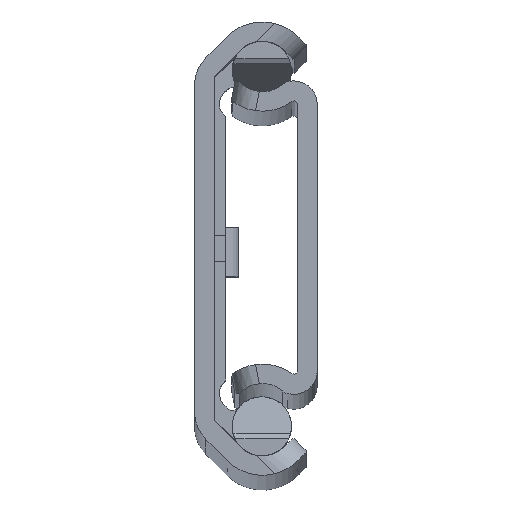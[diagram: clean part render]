
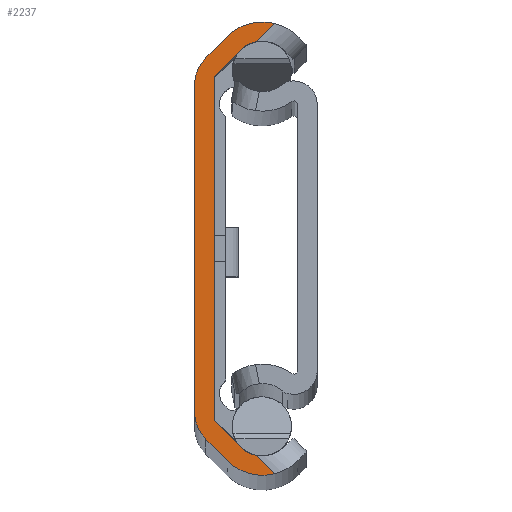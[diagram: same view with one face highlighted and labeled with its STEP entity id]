
A CAD part, top view. The second image highlights one B-rep face of the part: STEP entity #2237.
In plain terms, the highlighted planar face has unit normal (0, 0, 1).
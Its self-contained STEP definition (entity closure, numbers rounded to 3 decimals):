
#11 = AXIS2_PLACEMENT_3D ( 'NONE', #4447, #3622, #6991 ) ;
#172 = EDGE_CURVE ( 'NONE', #3573, #8108, #7389, .T. ) ;
#250 = VECTOR ( 'NONE', #8199, 1000. ) ;
#346 = DIRECTION ( 'NONE',  ( 0., 0., 1. ) ) ;
#512 = AXIS2_PLACEMENT_3D ( 'NONE', #2230, #8097, #515 ) ;
#515 = DIRECTION ( 'NONE',  ( 1., 0., 0. ) ) ;
#557 = VECTOR ( 'NONE', #4930, 1000. ) ;
#581 = AXIS2_PLACEMENT_3D ( 'NONE', #4131, #2356, #9156 ) ;
#640 = VERTEX_POINT ( 'NONE', #6432 ) ;
#664 = EDGE_CURVE ( 'NONE', #1114, #1839, #7944, .T. ) ;
#707 = CARTESIAN_POINT ( 'NONE',  ( -0.621, -14.786, 0. ) ) ;
#720 = AXIS2_PLACEMENT_3D ( 'NONE', #8771, #346, #6103 ) ;
#789 = CARTESIAN_POINT ( 'NONE',  ( -0.621, 14.786, 0. ) ) ;
#928 = EDGE_CURVE ( 'NONE', #5279, #6978, #4057, .T. ) ;
#1063 = CARTESIAN_POINT ( 'NONE',  ( 2.067, 15.353, 0. ) ) ;
#1077 = DIRECTION ( 'NONE',  ( 1., 0., 0. ) ) ;
#1090 = VERTEX_POINT ( 'NONE', #4764 ) ;
#1114 = VERTEX_POINT ( 'NONE', #5589 ) ;
#1356 = CARTESIAN_POINT ( 'NONE',  ( 0., 13.286, 0. ) ) ;
#1497 = DIRECTION ( 'NONE',  ( 0.707, -0.707, 0. ) ) ;
#1513 = CARTESIAN_POINT ( 'NONE',  ( 0.708, 13.456, 0. ) ) ;
#1550 = ORIENTED_EDGE ( 'NONE', *, *, #172, .T. ) ;
#1561 = CARTESIAN_POINT ( 'NONE',  ( 2.067, -15.353, 0. ) ) ;
#1578 = CARTESIAN_POINT ( 'NONE',  ( 3.248, -15.996, 0. ) ) ;
#1588 = CARTESIAN_POINT ( 'NONE',  ( 1.5, -12.665, 0. ) ) ;
#1646 = ORIENTED_EDGE ( 'NONE', *, *, #3346, .T. ) ;
#1679 = CARTESIAN_POINT ( 'NONE',  ( -1.5, 0., 0. ) ) ;
#1839 = VERTEX_POINT ( 'NONE', #6009 ) ;
#1954 = ORIENTED_EDGE ( 'NONE', *, *, #7842, .T. ) ;
#2002 = ORIENTED_EDGE ( 'NONE', *, *, #2349, .T. ) ;
#2230 = CARTESIAN_POINT ( 'NONE',  ( 3.75, -13.67, 0. ) ) ;
#2237 = ADVANCED_FACE ( 'NONE', ( #4560 ), #2737, .T. ) ;
#2279 = CARTESIAN_POINT ( 'NONE',  ( 2.067, -15.353, 0. ) ) ;
#2349 = EDGE_CURVE ( 'NONE', #10763, #7683, #4081, .T. ) ;
#2356 = DIRECTION ( 'NONE',  ( 0., 0., 1. ) ) ;
#2456 = VECTOR ( 'NONE', #3182, 1000. ) ;
#2555 = VERTEX_POINT ( 'NONE', #4367 ) ;
#2605 = DIRECTION ( 'NONE',  ( 0.707, 0.707, 0. ) ) ;
#2686 = ORIENTED_EDGE ( 'NONE', *, *, #10820, .T. ) ;
#2737 = PLANE ( 'NONE',  #720 ) ;
#2931 = EDGE_CURVE ( 'NONE', #3278, #4750, #7267, .T. ) ;
#3032 = DIRECTION ( 'NONE',  ( -0.707, 0.707, 0. ) ) ;
#3102 = CARTESIAN_POINT ( 'NONE',  ( 0., -13.286, 0. ) ) ;
#3182 = DIRECTION ( 'NONE',  ( 0., 1., 0. ) ) ;
#3218 = EDGE_CURVE ( 'NONE', #7683, #1090, #6475, .T. ) ;
#3278 = VERTEX_POINT ( 'NONE', #3329 ) ;
#3329 = CARTESIAN_POINT ( 'NONE',  ( -1.5, -12.665, 0. ) ) ;
#3346 = EDGE_CURVE ( 'NONE', #8108, #10960, #5273, .T. ) ;
#3573 = VERTEX_POINT ( 'NONE', #3102 ) ;
#3622 = DIRECTION ( 'NONE',  ( 0., 0., 1. ) ) ;
#3784 = DIRECTION ( 'NONE',  ( 0., 0., -1. ) ) ;
#3819 = LINE ( 'NONE', #9842, #3863 ) ;
#3863 = VECTOR ( 'NONE', #3032, 1000. ) ;
#4057 = CIRCLE ( 'NONE', #4602, 2.38 ) ;
#4081 = CIRCLE ( 'NONE', #11, 3.88 ) ;
#4131 = CARTESIAN_POINT ( 'NONE',  ( 1.5, 12.665, 0. ) ) ;
#4342 = DIRECTION ( 'NONE',  ( 0., 0., 1. ) ) ;
#4367 = CARTESIAN_POINT ( 'NONE',  ( -1.5, 12.665, 0. ) ) ;
#4447 = CARTESIAN_POINT ( 'NONE',  ( 3.75, 13.67, 0. ) ) ;
#4560 = FACE_OUTER_BOUND ( 'NONE', #8557, .T. ) ;
#4602 = AXIS2_PLACEMENT_3D ( 'NONE', #7093, #3784, #9595 ) ;
#4691 = ORIENTED_EDGE ( 'NONE', *, *, #9644, .T. ) ;
#4750 = VERTEX_POINT ( 'NONE', #7960 ) ;
#4764 = CARTESIAN_POINT ( 'NONE',  ( -0.621, 14.786, 0. ) ) ;
#4911 = DIRECTION ( 'NONE',  ( 1., 0., 0. ) ) ;
#4930 = DIRECTION ( 'NONE',  ( -0.707, 0.707, 0. ) ) ;
#4982 = AXIS2_PLACEMENT_3D ( 'NONE', #1588, #4342, #1077 ) ;
#5046 = DIRECTION ( 'NONE',  ( 0., -1., 0. ) ) ;
#5132 = ORIENTED_EDGE ( 'NONE', *, *, #8478, .T. ) ;
#5273 = LINE ( 'NONE', #10198, #7819 ) ;
#5279 = VERTEX_POINT ( 'NONE', #1578 ) ;
#5371 = CIRCLE ( 'NONE', #581, 3. ) ;
#5589 = CARTESIAN_POINT ( 'NONE',  ( 1.006, -16.414, 0. ) ) ;
#5738 = CARTESIAN_POINT ( 'NONE',  ( 3.75, 13.67, 0. ) ) ;
#5858 = VECTOR ( 'NONE', #7423, 1000. ) ;
#6009 = CARTESIAN_POINT ( 'NONE',  ( 4.687, -17.435, 0. ) ) ;
#6103 = DIRECTION ( 'NONE',  ( 1., 0., 0. ) ) ;
#6196 = EDGE_CURVE ( 'NONE', #10960, #640, #7839, .T. ) ;
#6257 = ORIENTED_EDGE ( 'NONE', *, *, #664, .T. ) ;
#6432 = CARTESIAN_POINT ( 'NONE',  ( 3.248, 15.996, 0. ) ) ;
#6475 = LINE ( 'NONE', #789, #5858 ) ;
#6958 = ORIENTED_EDGE ( 'NONE', *, *, #3218, .T. ) ;
#6972 = VECTOR ( 'NONE', #1497, 1000. ) ;
#6978 = VERTEX_POINT ( 'NONE', #2279 ) ;
#6991 = DIRECTION ( 'NONE',  ( 1., 0., 0. ) ) ;
#7093 = CARTESIAN_POINT ( 'NONE',  ( 3.75, -13.67, 0. ) ) ;
#7267 = CIRCLE ( 'NONE', #4982, 3. ) ;
#7389 = LINE ( 'NONE', #10777, #2456 ) ;
#7423 = DIRECTION ( 'NONE',  ( -0.707, -0.707, 0. ) ) ;
#7517 = LINE ( 'NONE', #707, #6972 ) ;
#7683 = VERTEX_POINT ( 'NONE', #8632 ) ;
#7696 = LINE ( 'NONE', #1561, #557 ) ;
#7819 = VECTOR ( 'NONE', #2605, 1000. ) ;
#7839 = CIRCLE ( 'NONE', #9245, 2.38 ) ;
#7842 = EDGE_CURVE ( 'NONE', #1839, #5279, #3819, .T. ) ;
#7867 = VECTOR ( 'NONE', #5046, 1000. ) ;
#7944 = CIRCLE ( 'NONE', #512, 3.88 ) ;
#7960 = CARTESIAN_POINT ( 'NONE',  ( -0.621, -14.786, 0. ) ) ;
#8097 = DIRECTION ( 'NONE',  ( 0., 0., 1. ) ) ;
#8108 = VERTEX_POINT ( 'NONE', #1356 ) ;
#8199 = DIRECTION ( 'NONE',  ( 0.707, 0.707, 0. ) ) ;
#8478 = EDGE_CURVE ( 'NONE', #6978, #3573, #7696, .T. ) ;
#8557 = EDGE_LOOP ( 'NONE', ( #6257, #1954, #8573, #5132, #1550, #1646, #10558, #4691, #2002, #6958, #9186, #2686, #10373, #10535 ) ) ;
#8573 = ORIENTED_EDGE ( 'NONE', *, *, #928, .T. ) ;
#8632 = CARTESIAN_POINT ( 'NONE',  ( 1.006, 16.414, 0. ) ) ;
#8771 = CARTESIAN_POINT ( 'NONE',  ( 1.5, 12.665, 0. ) ) ;
#8828 = LINE ( 'NONE', #1513, #250 ) ;
#9156 = DIRECTION ( 'NONE',  ( 1., 0., 0. ) ) ;
#9186 = ORIENTED_EDGE ( 'NONE', *, *, #9296, .T. ) ;
#9245 = AXIS2_PLACEMENT_3D ( 'NONE', #5738, #9893, #4911 ) ;
#9253 = LINE ( 'NONE', #1679, #7867 ) ;
#9296 = EDGE_CURVE ( 'NONE', #1090, #2555, #5371, .T. ) ;
#9595 = DIRECTION ( 'NONE',  ( 1., 0., 0. ) ) ;
#9644 = EDGE_CURVE ( 'NONE', #640, #10763, #8828, .T. ) ;
#9842 = CARTESIAN_POINT ( 'NONE',  ( -11.956, -0.792, 0. ) ) ;
#9893 = DIRECTION ( 'NONE',  ( 0., 0., -1. ) ) ;
#10000 = EDGE_CURVE ( 'NONE', #4750, #1114, #7517, .T. ) ;
#10198 = CARTESIAN_POINT ( 'NONE',  ( 2.067, 15.353, 0. ) ) ;
#10373 = ORIENTED_EDGE ( 'NONE', *, *, #2931, .T. ) ;
#10535 = ORIENTED_EDGE ( 'NONE', *, *, #10000, .T. ) ;
#10558 = ORIENTED_EDGE ( 'NONE', *, *, #6196, .T. ) ;
#10763 = VERTEX_POINT ( 'NONE', #10925 ) ;
#10777 = CARTESIAN_POINT ( 'NONE',  ( 0., 13.286, 0. ) ) ;
#10820 = EDGE_CURVE ( 'NONE', #2555, #3278, #9253, .T. ) ;
#10925 = CARTESIAN_POINT ( 'NONE',  ( 4.687, 17.435, 0. ) ) ;
#10960 = VERTEX_POINT ( 'NONE', #1063 ) ;
